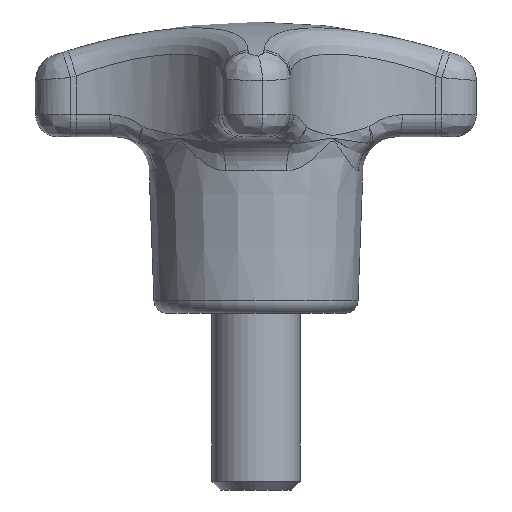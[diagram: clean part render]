
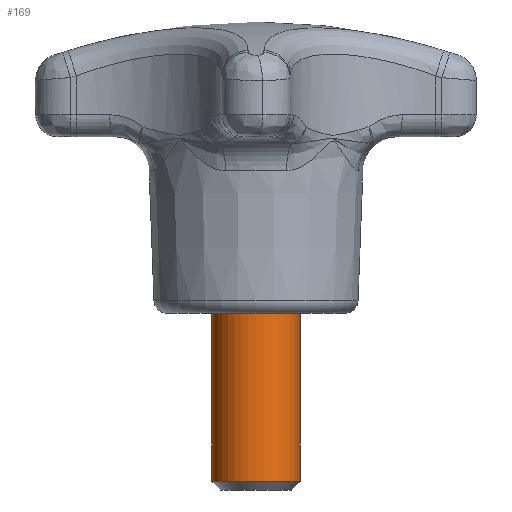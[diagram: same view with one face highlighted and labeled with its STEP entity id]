
A CAD part, front view. The second image highlights one B-rep face of the part: STEP entity #169.
In plain terms, the highlighted cylindrical face has radius 5 mm (diameter 10 mm), a full revolution.
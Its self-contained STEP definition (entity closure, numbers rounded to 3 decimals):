
#169 = ADVANCED_FACE( '', ( #415, #416 ), #417, .T. );
#415 = FACE_OUTER_BOUND( '', #2913, .T. );
#416 = FACE_OUTER_BOUND( '', #2914, .T. );
#417 = CYLINDRICAL_SURFACE( '', #2915, 5. );
#2913 = EDGE_LOOP( '', ( #8788 ) );
#2914 = EDGE_LOOP( '', ( #8789 ) );
#2915 = AXIS2_PLACEMENT_3D( '', #8790, #8791, #8792 );
#8788 = ORIENTED_EDGE( '', *, *, #9471, .T. );
#8789 = ORIENTED_EDGE( '', *, *, #9491, .T. );
#8790 = CARTESIAN_POINT( '', ( 0., 0., -20. ) );
#8791 = DIRECTION( '', ( 0., 0., -1. ) );
#8792 = DIRECTION( '', ( 1., 0., 0. ) );
#9471 = EDGE_CURVE( '', #9863, #9863, #9864, .F. );
#9491 = EDGE_CURVE( '', #9894, #9894, #9895, .F. );
#9863 = VERTEX_POINT( '', #10908 );
#9864 = CIRCLE( '', #10909, 5. );
#9894 = VERTEX_POINT( '', #11140 );
#9895 = CIRCLE( '', #11141, 5. );
#10908 = CARTESIAN_POINT( '', ( -5., 0., -19. ) );
#10909 = AXIS2_PLACEMENT_3D( '', #13510, #13511, #13512 );
#11140 = CARTESIAN_POINT( '', ( 5., 0., 0. ) );
#11141 = AXIS2_PLACEMENT_3D( '', #13529, #13530, #13531 );
#13510 = CARTESIAN_POINT( '', ( 0., 0., -19. ) );
#13511 = DIRECTION( '', ( 0., 0., -1. ) );
#13512 = DIRECTION( '', ( -1., 0., 0. ) );
#13529 = CARTESIAN_POINT( '', ( 0., 0., 0. ) );
#13530 = DIRECTION( '', ( 0., 0., 1. ) );
#13531 = DIRECTION( '', ( 1., 0., 0. ) );
